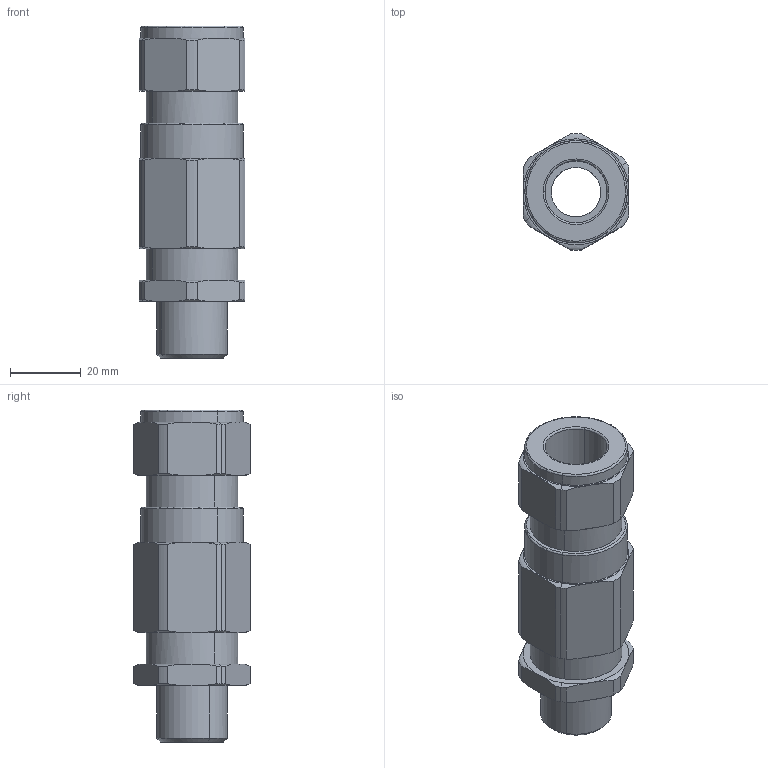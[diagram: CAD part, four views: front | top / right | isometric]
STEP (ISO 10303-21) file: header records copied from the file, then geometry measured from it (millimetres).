
FILE_DESCRIPTION(('CATIA V5 STEP Exchange','CAx-IF Rec.Pracs.--- Model Styling and Organization---1.2---2011-12-15'),'2;1');
FILE_NAME ('D1446125_0_0930021211_0930021211.stp','2018-01-23T04:59:42+00:00',('none'),('Weidmueller'),'CATIA Version 5-6 Release 2014','CATIA V5 STEP AP214','none');
FILE_SCHEMA(('AUTOMOTIVE_DESIGN { 1 0 10303 214 1 1 1 1 }'));
Length unit declared in the file: millimetre
Products named in the file (1): 0930021211_KDSU_M20_BS_O_SC_1_G20
Bounding box: 30 x 32.98 x 94 mm (x, y, z)
Volume: 39200.5 mm3; surface area: 15253.1 mm2
Topology: 1 solids, 1 shells, 124 faces, 284 edges, 170 vertices
Faces by surface type: torus 56, cylinder 38, plane 28, cone 2
Entity records: 4195 total; most frequent: CARTESIAN_POINT 1621, ORIENTED_EDGE 568, DIRECTION 424, EDGE_CURVE 284, AXIS2_PLACEMENT_3D 243, VERTEX_POINT 170, EDGE_LOOP 134, ADVANCED_FACE 124
